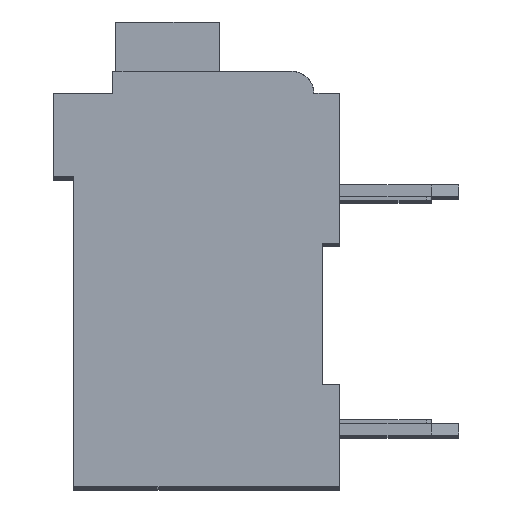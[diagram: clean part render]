
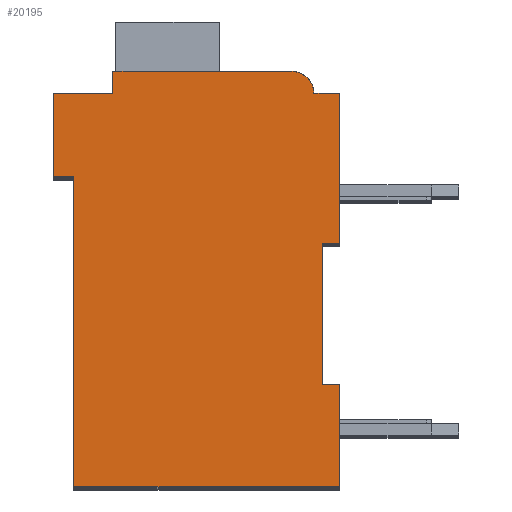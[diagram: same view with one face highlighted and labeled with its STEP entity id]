
A CAD part, top view. The second image highlights one B-rep face of the part: STEP entity #20195.
In plain terms, the highlighted planar face has unit normal (0, 0, 1).
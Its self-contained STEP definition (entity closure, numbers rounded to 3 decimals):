
#2274=DIRECTION('',(1.,0.,0.));
#2275=VECTOR('',#2274,0.5);
#2276=CARTESIAN_POINT('',(7.3,7.15,2.1));
#2277=LINE('',#2276,#2275);
#2278=DIRECTION('',(0.,1.,0.));
#2279=VECTOR('',#2278,4.15);
#2280=CARTESIAN_POINT('',(7.3,3.,2.1));
#2281=LINE('',#2280,#2279);
#2282=DIRECTION('',(-1.,0.,0.));
#2283=VECTOR('',#2282,0.5);
#2284=CARTESIAN_POINT('',(7.8,3.,2.1));
#2285=LINE('',#2284,#2283);
#2286=DIRECTION('',(0.,1.,0.));
#2287=VECTOR('',#2286,3.);
#2288=CARTESIAN_POINT('',(7.8,0.,2.1));
#2289=LINE('',#2288,#2287);
#2290=DIRECTION('',(1.,0.,0.));
#2291=VECTOR('',#2290,7.8);
#2292=CARTESIAN_POINT('',(0.,0.,2.1));
#2293=LINE('',#2292,#2291);
#2294=DIRECTION('',(0.,-1.,0.));
#2295=VECTOR('',#2294,9.1);
#2296=CARTESIAN_POINT('',(0.,9.1,2.1));
#2297=LINE('',#2296,#2295);
#2298=DIRECTION('',(1.,0.,0.));
#2299=VECTOR('',#2298,0.6);
#2300=CARTESIAN_POINT('',(-0.6,9.1,2.1));
#2301=LINE('',#2300,#2299);
#2302=DIRECTION('',(0.,-1.,0.));
#2303=VECTOR('',#2302,2.45);
#2304=CARTESIAN_POINT('',(-0.6,11.55,2.1));
#2305=LINE('',#2304,#2303);
#2306=DIRECTION('',(-1.,0.,0.));
#2307=VECTOR('',#2306,1.75);
#2308=CARTESIAN_POINT('',(1.15,11.55,2.1));
#2309=LINE('',#2308,#2307);
#2310=DIRECTION('',(0.,-1.,0.));
#2311=VECTOR('',#2310,0.65);
#2312=CARTESIAN_POINT('',(1.15,12.2,2.1));
#2313=LINE('',#2312,#2311);
#2314=DIRECTION('',(-1.,0.,0.));
#2315=VECTOR('',#2314,5.25);
#2316=CARTESIAN_POINT('',(6.4,12.2,2.1));
#2317=LINE('',#2316,#2315);
#2318=CARTESIAN_POINT('',(6.4,11.55,2.1));
#2319=DIRECTION('',(0.,0.,1.));
#2320=DIRECTION('',(1.,0.,0.));
#2321=AXIS2_PLACEMENT_3D('',#2318,#2319,#2320);
#2323=DIRECTION('',(-1.,0.,0.));
#2324=VECTOR('',#2323,0.75);
#2325=CARTESIAN_POINT('',(7.8,11.55,2.1));
#2326=LINE('',#2325,#2324);
#2327=DIRECTION('',(0.,1.,0.));
#2328=VECTOR('',#2327,4.4);
#2329=CARTESIAN_POINT('',(7.8,7.15,2.1));
#2330=LINE('',#2329,#2328);
#14011=CARTESIAN_POINT('',(7.3,7.15,2.1));
#14012=CARTESIAN_POINT('',(7.8,7.15,2.1));
#14013=VERTEX_POINT('',#14011);
#14014=VERTEX_POINT('',#14012);
#14015=CARTESIAN_POINT('',(7.8,11.55,2.1));
#14016=VERTEX_POINT('',#14015);
#14017=CARTESIAN_POINT('',(7.05,11.55,2.1));
#14018=VERTEX_POINT('',#14017);
#14019=CARTESIAN_POINT('',(6.4,12.2,2.1));
#14020=VERTEX_POINT('',#14019);
#14021=CARTESIAN_POINT('',(1.15,12.2,2.1));
#14022=VERTEX_POINT('',#14021);
#14023=CARTESIAN_POINT('',(1.15,11.55,2.1));
#14024=VERTEX_POINT('',#14023);
#14025=CARTESIAN_POINT('',(-0.6,11.55,2.1));
#14026=VERTEX_POINT('',#14025);
#14027=CARTESIAN_POINT('',(-0.6,9.1,2.1));
#14028=VERTEX_POINT('',#14027);
#14029=CARTESIAN_POINT('',(0.,9.1,2.1));
#14030=VERTEX_POINT('',#14029);
#14031=CARTESIAN_POINT('',(0.,0.,2.1));
#14032=VERTEX_POINT('',#14031);
#14033=CARTESIAN_POINT('',(7.8,0.,2.1));
#14034=VERTEX_POINT('',#14033);
#14035=CARTESIAN_POINT('',(7.8,3.,2.1));
#14036=VERTEX_POINT('',#14035);
#14037=CARTESIAN_POINT('',(7.3,3.,2.1));
#14038=VERTEX_POINT('',#14037);
#20165=CARTESIAN_POINT('',(0.,0.,2.1));
#20166=DIRECTION('',(0.,0.,1.));
#20167=DIRECTION('',(1.,0.,0.));
#20168=AXIS2_PLACEMENT_3D('',#20165,#20166,#20167);
#20169=PLANE('',#20168);
#20170=ORIENTED_EDGE('',*,*,#18404,.F.);
#20171=ORIENTED_EDGE('',*,*,#19112,.F.);
#20173=ORIENTED_EDGE('',*,*,#20172,.F.);
#20175=ORIENTED_EDGE('',*,*,#20174,.F.);
#20176=ORIENTED_EDGE('',*,*,#19807,.F.);
#20177=ORIENTED_EDGE('',*,*,#19676,.F.);
#20179=ORIENTED_EDGE('',*,*,#20178,.F.);
#20181=ORIENTED_EDGE('',*,*,#20180,.F.);
#20183=ORIENTED_EDGE('',*,*,#20182,.F.);
#20185=ORIENTED_EDGE('',*,*,#20184,.F.);
#20187=ORIENTED_EDGE('',*,*,#20186,.F.);
#20189=ORIENTED_EDGE('',*,*,#20188,.F.);
#20191=ORIENTED_EDGE('',*,*,#20190,.F.);
#20192=ORIENTED_EDGE('',*,*,#18788,.F.);
#20193=EDGE_LOOP('',(#20170,#20171,#20173,#20175,#20176,#20177,#20179,#20181,
#20183,#20185,#20187,#20189,#20191,#20192));
#20194=FACE_OUTER_BOUND('',#20193,.F.);
#2322=CIRCLE('',#2321,0.65);
#18404=EDGE_CURVE('',#14013,#14014,#2277,.T.);
#18788=EDGE_CURVE('',#14014,#14016,#2330,.T.);
#19112=EDGE_CURVE('',#14038,#14013,#2281,.T.);
#19676=EDGE_CURVE('',#14030,#14032,#2297,.T.);
#19807=EDGE_CURVE('',#14032,#14034,#2293,.T.);
#20172=EDGE_CURVE('',#14036,#14038,#2285,.T.);
#20174=EDGE_CURVE('',#14034,#14036,#2289,.T.);
#20178=EDGE_CURVE('',#14028,#14030,#2301,.T.);
#20180=EDGE_CURVE('',#14026,#14028,#2305,.T.);
#20182=EDGE_CURVE('',#14024,#14026,#2309,.T.);
#20184=EDGE_CURVE('',#14022,#14024,#2313,.T.);
#20186=EDGE_CURVE('',#14020,#14022,#2317,.T.);
#20188=EDGE_CURVE('',#14018,#14020,#2322,.T.);
#20190=EDGE_CURVE('',#14016,#14018,#2326,.T.);
#20195=ADVANCED_FACE('',(#20194),#20169,.T.);
